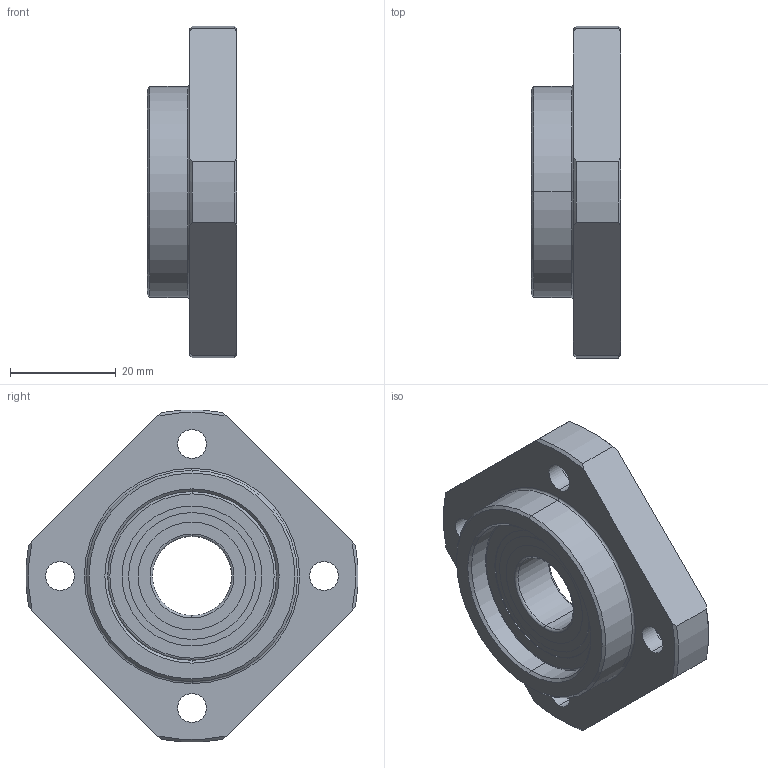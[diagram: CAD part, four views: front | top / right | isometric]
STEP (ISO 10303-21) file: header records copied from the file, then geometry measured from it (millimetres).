
FILE_DESCRIPTION (( 'STEP AP203' ), '1' );
FILE_NAME ('FF_15.STEP', '2017-12-25T02:19:54', ( '' ), ( '' ), 'SwSTEP 2.0', 'SolidWorks 2018', '' );
FILE_SCHEMA (( 'CONFIG_CONTROL_DESIGN' ));
Length unit declared in the file: millimetre
Products named in the file (3): FF_15; _FF_15Part1_2; _FF_15_Part2_4
Assembly tree (2 placements, depth 2):
  FF_15
    _FF_15Part1_2
    _FF_15_Part2_4
Bounding box: 17 x 62.88 x 62.88 mm (x, y, z)
Volume: 23302.1 mm3; surface area: 11130.1 mm2
Topology: 2 solids, 2 shells, 83 faces, 188 edges, 120 vertices
Faces by surface type: cylinder 40, plane 19, cone 14, torus 10
Entity records: 2775 total; most frequent: CARTESIAN_POINT 620, DIRECTION 400, ORIENTED_EDGE 376, AXIS2_PLACEMENT_3D 192, EDGE_CURVE 188, VERTEX_POINT 120, EDGE_LOOP 106, CIRCLE 104
